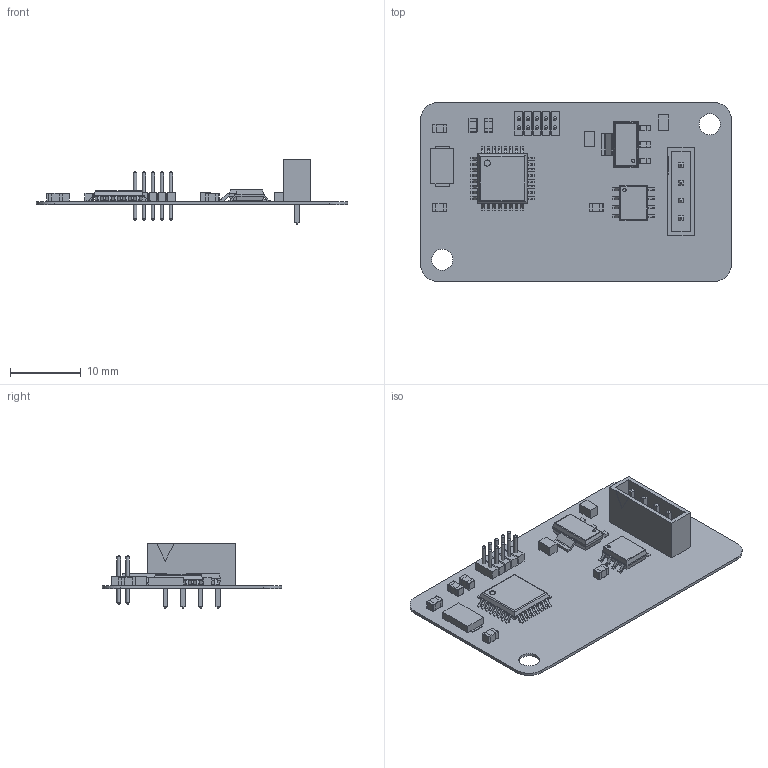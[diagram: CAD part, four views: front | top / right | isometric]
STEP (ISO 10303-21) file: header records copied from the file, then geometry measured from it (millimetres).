
FILE_DESCRIPTION(('Open CASCADE Model'),'2;1');
FILE_NAME('Open CASCADE Shape Model','2021-07-07T21:09:30',('Author'),( 'Open CASCADE'),'Open CASCADE STEP processor 6.8','Open CASCADE 6.8' ,'Unknown');
FILE_SCHEMA(('AUTOMOTIVE_DESIGN { 1 0 10303 214 1 1 1 1 }'));
Length unit declared in the file: millimetre
Products named in the file (1): PCB
Bounding box: 44.14 x 25.42 x 9.2 mm (x, y, z)
Volume: 857 mm3; surface area: 3488.7 mm2
Topology: 84 solids, 84 shells, 1104 faces, 2568 edges, 1596 vertices
Faces by surface type: plane 755, cylinder 289, sphere 40, cone 20
Full cylindrical faces by diameter (mm): 0.438 x1, 0.487 x1, 0.5 x10, 0.7 x10, 0.875 x1, 1.1 x4, 3 x2
Entity records: 31145 total; most frequent: DIRECTION 5312, CARTESIAN_POINT 5229, ORIENTED_EDGE 5056, EDGE_CURVE 2528, LINE 1954, VECTOR 1954, AXIS2_PLACEMENT_3D 1679, VERTEX_POINT 1596
